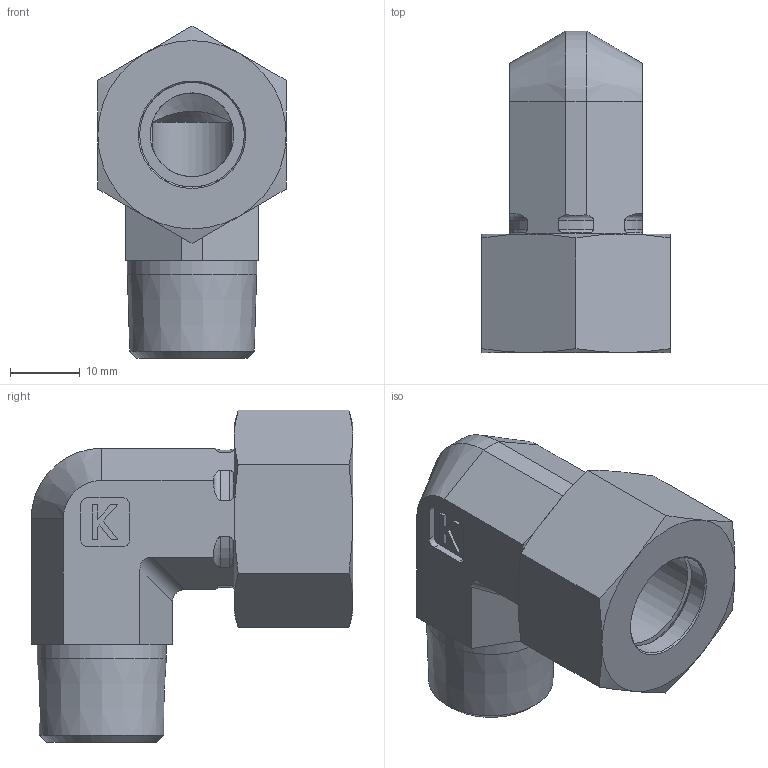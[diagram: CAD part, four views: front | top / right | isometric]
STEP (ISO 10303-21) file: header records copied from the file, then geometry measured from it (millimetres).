
FILE_DESCRIPTION((''),'2;1');
FILE_NAME('22002151822.stp','2014-08-26T10:55:41',(''),('KNOMI spol. s r. o.'),'Autodesk Inventor 2012','Autodesk Inventor 2012','');
FILE_SCHEMA(('AUTOMOTIVE_DESIGN { 1 2 10303 214 0 1 1 1 }'));
Length unit declared in the file: millimetre
Products named in the file (4): LHCM2K 15LMkuž M20x1.5/M22x1; 21002 151822; 3911522; 40115
Assembly tree (3 placements, depth 2):
  LHCM2K 15LMkuž M20x1.5/M22x1
    21002 151822
    3911522
    40115
Bounding box: 27 x 46.1 x 47.59 mm (x, y, z)
Volume: 17387 mm3; surface area: 10956.2 mm2
Topology: 3 solids, 3 shells, 130 faces, 327 edges, 213 vertices
Faces by surface type: plane 56, cone 33, cylinder 28, torus 13
Full cylindrical faces by diameter (mm): 12 x2, 15 x3, 17.3 x1, 18.532 x1, 20 x1, 20.376 x1, 22 x1
Entity records: 4098 total; most frequent: CARTESIAN_POINT 940, DIRECTION 604, ORIENTED_EDGE 578, EDGE_CURVE 289, AXIS2_PLACEMENT_3D 239, VERTEX_POINT 193, EDGE_LOOP 164, STYLED_ITEM 139
